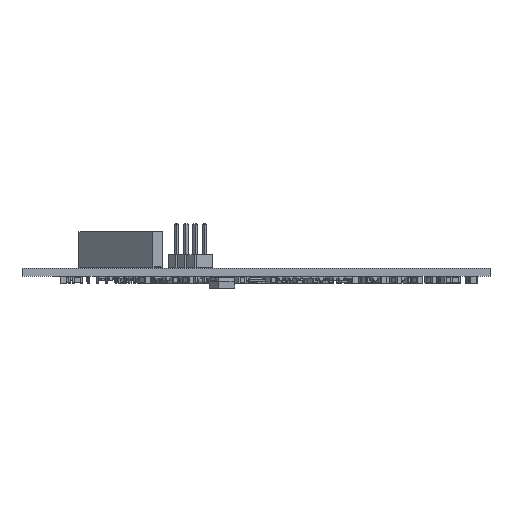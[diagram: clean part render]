
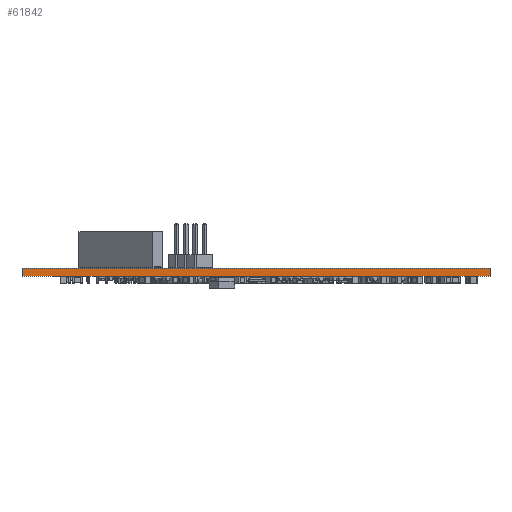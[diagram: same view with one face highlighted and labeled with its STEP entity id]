
A CAD part, front view. The second image highlights one B-rep face of the part: STEP entity #61842.
In plain terms, the highlighted planar face has unit normal (0, -1, 0).
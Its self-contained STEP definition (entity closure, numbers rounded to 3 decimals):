
#61842 = ADVANCED_FACE('',(#61843),#61857,.F.);
#61843 = FACE_BOUND('',#61844,.F.);
#61844 = EDGE_LOOP('',(#61845,#61880,#61908,#61936));
#61845 = ORIENTED_EDGE('',*,*,#61846,.T.);
#61846 = EDGE_CURVE('',#61847,#61849,#61851,.T.);
#61847 = VERTEX_POINT('',#61848);
#61848 = CARTESIAN_POINT('',(104.534,-135.466,0.));
#61849 = VERTEX_POINT('',#61850);
#61850 = CARTESIAN_POINT('',(104.534,-135.466,1.6));
#61851 = SURFACE_CURVE('',#61852,(#61856,#61868),.PCURVE_S1.);
#61852 = LINE('',#61853,#61854);
#61853 = CARTESIAN_POINT('',(104.534,-135.466,0.));
#61854 = VECTOR('',#61855,1.);
#61855 = DIRECTION('',(0.,0.,1.));
#61856 = PCURVE('',#61857,#61862);
#61857 = PLANE('',#61858);
#61858 = AXIS2_PLACEMENT_3D('',#61859,#61860,#61861);
#61859 = CARTESIAN_POINT('',(104.534,-135.466,0.));
#61860 = DIRECTION('',(0.,1.,0.));
#61861 = DIRECTION('',(1.,0.,0.));
#61862 = DEFINITIONAL_REPRESENTATION('',(#61863),#61867);
#61863 = LINE('',#61864,#61865);
#61864 = CARTESIAN_POINT('',(0.,0.));
#61865 = VECTOR('',#61866,1.);
#61866 = DIRECTION('',(0.,-1.));
#61867 = ( GEOMETRIC_REPRESENTATION_CONTEXT(2) 
PARAMETRIC_REPRESENTATION_CONTEXT() REPRESENTATION_CONTEXT('2D SPACE',''
  ) );
#61868 = PCURVE('',#61869,#61874);
#61869 = PLANE('',#61870);
#61870 = AXIS2_PLACEMENT_3D('',#61871,#61872,#61873);
#61871 = CARTESIAN_POINT('',(104.534,-44.534,0.));
#61872 = DIRECTION('',(1.,0.,-0.));
#61873 = DIRECTION('',(0.,-1.,0.));
#61874 = DEFINITIONAL_REPRESENTATION('',(#61875),#61879);
#61875 = LINE('',#61876,#61877);
#61876 = CARTESIAN_POINT('',(90.932,0.));
#61877 = VECTOR('',#61878,1.);
#61878 = DIRECTION('',(0.,-1.));
#61879 = ( GEOMETRIC_REPRESENTATION_CONTEXT(2) 
PARAMETRIC_REPRESENTATION_CONTEXT() REPRESENTATION_CONTEXT('2D SPACE',''
  ) );
#61880 = ORIENTED_EDGE('',*,*,#61881,.T.);
#61881 = EDGE_CURVE('',#61849,#61882,#61884,.T.);
#61882 = VERTEX_POINT('',#61883);
#61883 = CARTESIAN_POINT('',(195.466,-135.466,1.6));
#61884 = SURFACE_CURVE('',#61885,(#61889,#61896),.PCURVE_S1.);
#61885 = LINE('',#61886,#61887);
#61886 = CARTESIAN_POINT('',(104.534,-135.466,1.6));
#61887 = VECTOR('',#61888,1.);
#61888 = DIRECTION('',(1.,0.,0.));
#61889 = PCURVE('',#61857,#61890);
#61890 = DEFINITIONAL_REPRESENTATION('',(#61891),#61895);
#61891 = LINE('',#61892,#61893);
#61892 = CARTESIAN_POINT('',(0.,-1.6));
#61893 = VECTOR('',#61894,1.);
#61894 = DIRECTION('',(1.,0.));
#61895 = ( GEOMETRIC_REPRESENTATION_CONTEXT(2) 
PARAMETRIC_REPRESENTATION_CONTEXT() REPRESENTATION_CONTEXT('2D SPACE',''
  ) );
#61896 = PCURVE('',#61897,#61902);
#61897 = PLANE('',#61898);
#61898 = AXIS2_PLACEMENT_3D('',#61899,#61900,#61901);
#61899 = CARTESIAN_POINT('',(150.,-90.,1.6));
#61900 = DIRECTION('',(0.,0.,1.));
#61901 = DIRECTION('',(1.,0.,-0.));
#61902 = DEFINITIONAL_REPRESENTATION('',(#61903),#61907);
#61903 = LINE('',#61904,#61905);
#61904 = CARTESIAN_POINT('',(-45.466,-45.466));
#61905 = VECTOR('',#61906,1.);
#61906 = DIRECTION('',(1.,0.));
#61907 = ( GEOMETRIC_REPRESENTATION_CONTEXT(2) 
PARAMETRIC_REPRESENTATION_CONTEXT() REPRESENTATION_CONTEXT('2D SPACE',''
  ) );
#61908 = ORIENTED_EDGE('',*,*,#61909,.F.);
#61909 = EDGE_CURVE('',#61910,#61882,#61912,.T.);
#61910 = VERTEX_POINT('',#61911);
#61911 = CARTESIAN_POINT('',(195.466,-135.466,0.));
#61912 = SURFACE_CURVE('',#61913,(#61917,#61924),.PCURVE_S1.);
#61913 = LINE('',#61914,#61915);
#61914 = CARTESIAN_POINT('',(195.466,-135.466,0.));
#61915 = VECTOR('',#61916,1.);
#61916 = DIRECTION('',(0.,0.,1.));
#61917 = PCURVE('',#61857,#61918);
#61918 = DEFINITIONAL_REPRESENTATION('',(#61919),#61923);
#61919 = LINE('',#61920,#61921);
#61920 = CARTESIAN_POINT('',(90.932,0.));
#61921 = VECTOR('',#61922,1.);
#61922 = DIRECTION('',(0.,-1.));
#61923 = ( GEOMETRIC_REPRESENTATION_CONTEXT(2) 
PARAMETRIC_REPRESENTATION_CONTEXT() REPRESENTATION_CONTEXT('2D SPACE',''
  ) );
#61924 = PCURVE('',#61925,#61930);
#61925 = PLANE('',#61926);
#61926 = AXIS2_PLACEMENT_3D('',#61927,#61928,#61929);
#61927 = CARTESIAN_POINT('',(195.466,-135.466,0.));
#61928 = DIRECTION('',(-1.,0.,0.));
#61929 = DIRECTION('',(0.,1.,0.));
#61930 = DEFINITIONAL_REPRESENTATION('',(#61931),#61935);
#61931 = LINE('',#61932,#61933);
#61932 = CARTESIAN_POINT('',(0.,0.));
#61933 = VECTOR('',#61934,1.);
#61934 = DIRECTION('',(0.,-1.));
#61935 = ( GEOMETRIC_REPRESENTATION_CONTEXT(2) 
PARAMETRIC_REPRESENTATION_CONTEXT() REPRESENTATION_CONTEXT('2D SPACE',''
  ) );
#61936 = ORIENTED_EDGE('',*,*,#61937,.F.);
#61937 = EDGE_CURVE('',#61847,#61910,#61938,.T.);
#61938 = SURFACE_CURVE('',#61939,(#61943,#61950),.PCURVE_S1.);
#61939 = LINE('',#61940,#61941);
#61940 = CARTESIAN_POINT('',(104.534,-135.466,0.));
#61941 = VECTOR('',#61942,1.);
#61942 = DIRECTION('',(1.,0.,0.));
#61943 = PCURVE('',#61857,#61944);
#61944 = DEFINITIONAL_REPRESENTATION('',(#61945),#61949);
#61945 = LINE('',#61946,#61947);
#61946 = CARTESIAN_POINT('',(0.,0.));
#61947 = VECTOR('',#61948,1.);
#61948 = DIRECTION('',(1.,0.));
#61949 = ( GEOMETRIC_REPRESENTATION_CONTEXT(2) 
PARAMETRIC_REPRESENTATION_CONTEXT() REPRESENTATION_CONTEXT('2D SPACE',''
  ) );
#61950 = PCURVE('',#61951,#61956);
#61951 = PLANE('',#61952);
#61952 = AXIS2_PLACEMENT_3D('',#61953,#61954,#61955);
#61953 = CARTESIAN_POINT('',(150.,-90.,0.));
#61954 = DIRECTION('',(0.,0.,1.));
#61955 = DIRECTION('',(1.,0.,-0.));
#61956 = DEFINITIONAL_REPRESENTATION('',(#61957),#61961);
#61957 = LINE('',#61958,#61959);
#61958 = CARTESIAN_POINT('',(-45.466,-45.466));
#61959 = VECTOR('',#61960,1.);
#61960 = DIRECTION('',(1.,0.));
#61961 = ( GEOMETRIC_REPRESENTATION_CONTEXT(2) 
PARAMETRIC_REPRESENTATION_CONTEXT() REPRESENTATION_CONTEXT('2D SPACE',''
  ) );
